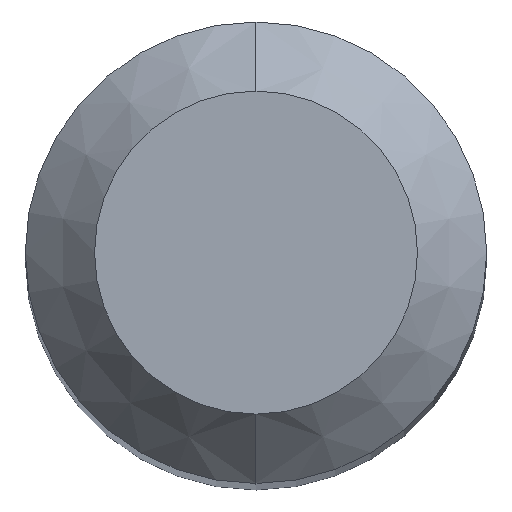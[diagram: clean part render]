
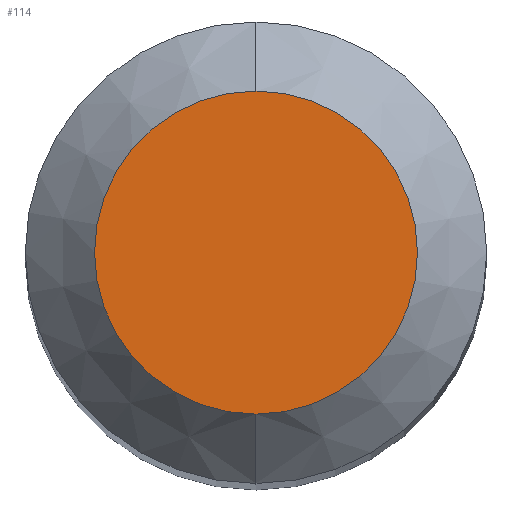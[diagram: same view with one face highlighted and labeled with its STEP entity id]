
A CAD part, top view. The second image highlights one B-rep face of the part: STEP entity #114.
In plain terms, the highlighted planar face has unit normal (0, 0, 1).
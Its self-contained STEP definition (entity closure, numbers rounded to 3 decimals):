
#114=ADVANCED_FACE('',(#210),#211,.T.);
#210=FACE_OUTER_BOUND('',#314,.T.);
#211=PLANE('',#315);
#314=EDGE_LOOP('',(#456,#457));
#315=AXIS2_PLACEMENT_3D('',#458,#459,#460);
#456=ORIENTED_EDGE('',*,*,#509,.F.);
#457=ORIENTED_EDGE('',*,*,#543,.F.);
#458=CARTESIAN_POINT('',(0.,0.7,33.0));
#459=DIRECTION('',(0.,0.0,1.0));
#460=DIRECTION('',(0.0,-1.0,0.0));
#509=EDGE_CURVE('',#579,#582,#583,.T.);
#543=EDGE_CURVE('',#582,#579,#630,.T.);
#579=VERTEX_POINT('',#655);
#582=VERTEX_POINT('',#659);
#583=CIRCLE('',#660,1.4);
#630=CIRCLE('',#714,1.4);
#655=CARTESIAN_POINT('',(0.,1.4,33.0));
#659=CARTESIAN_POINT('',(0.,-1.4,33.0));
#660=AXIS2_PLACEMENT_3D('',#733,#734,#735);
#714=AXIS2_PLACEMENT_3D('',#791,#792,#793);
#733=CARTESIAN_POINT('',(0.,0.0,33.0));
#734=DIRECTION('',(0.,0.0,-1.0));
#735=DIRECTION('',(0.0,1.0,0.0));
#791=CARTESIAN_POINT('',(0.,0.0,33.0));
#792=DIRECTION('',(0.,0.0,-1.0));
#793=DIRECTION('',(0.0,1.0,0.0));
